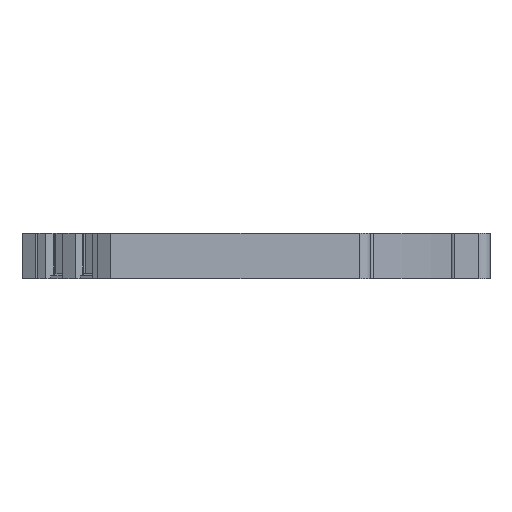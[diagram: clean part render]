
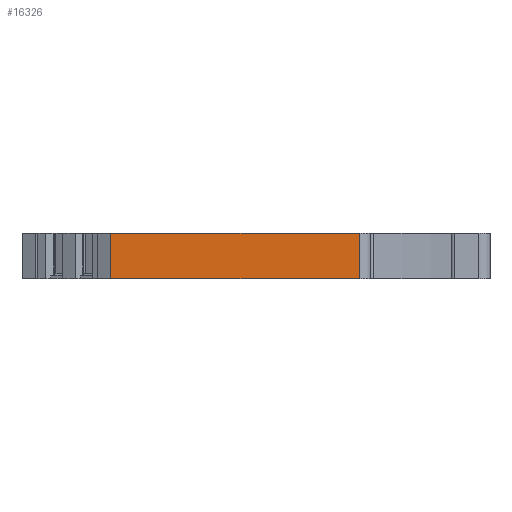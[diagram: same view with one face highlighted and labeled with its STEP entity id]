
A CAD part, left-side view. The second image highlights one B-rep face of the part: STEP entity #16326.
In plain terms, the highlighted planar face has unit normal (-1, 0, 0).
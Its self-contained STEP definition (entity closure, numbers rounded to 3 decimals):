
#7043 = PLANE('',#7044);
#7044 = AXIS2_PLACEMENT_3D('',#7045,#7046,#7047);
#7045 = CARTESIAN_POINT('',(-3.05,36.,0.));
#7046 = DIRECTION('',(0.,0.,1.));
#7047 = DIRECTION('',(1.,0.,0.));
#7564 = VERTEX_POINT('',#7565);
#7565 = CARTESIAN_POINT('',(-27.3,5.5,0.));
#7584 = CYLINDRICAL_SURFACE('',#7585,1.);
#7585 = AXIS2_PLACEMENT_3D('',#7586,#7587,#7588);
#7586 = CARTESIAN_POINT('',(-26.3,5.5,4.119));
#7587 = DIRECTION('',(0.,0.,-1.));
#7588 = DIRECTION('',(-1.,0.,0.));
#7596 = EDGE_CURVE('',#7564,#7597,#7599,.T.);
#7597 = VERTEX_POINT('',#7598);
#7598 = CARTESIAN_POINT('',(-27.3,28.,0.));
#7599 = SURFACE_CURVE('',#7600,(#7604,#7611),.PCURVE_S1.);
#7600 = LINE('',#7601,#7602);
#7601 = CARTESIAN_POINT('',(-27.3,5.5,0.));
#7602 = VECTOR('',#7603,1.);
#7603 = DIRECTION('',(0.,1.,0.));
#7604 = PCURVE('',#7043,#7605);
#7605 = DEFINITIONAL_REPRESENTATION('',(#7606),#7610);
#7606 = LINE('',#7607,#7608);
#7607 = CARTESIAN_POINT('',(-24.25,-30.5));
#7608 = VECTOR('',#7609,1.);
#7609 = DIRECTION('',(0.,1.));
#7610 = ( GEOMETRIC_REPRESENTATION_CONTEXT(2) 
PARAMETRIC_REPRESENTATION_CONTEXT() REPRESENTATION_CONTEXT('2D SPACE',''
  ) );
#7611 = PCURVE('',#7612,#7617);
#7612 = PLANE('',#7613);
#7613 = AXIS2_PLACEMENT_3D('',#7614,#7615,#7616);
#7614 = CARTESIAN_POINT('',(-27.3,36.,0.));
#7615 = DIRECTION('',(-1.,0.,0.));
#7616 = DIRECTION('',(0.,0.,1.));
#7617 = DEFINITIONAL_REPRESENTATION('',(#7618),#7622);
#7618 = LINE('',#7619,#7620);
#7619 = CARTESIAN_POINT('',(0.,-30.5));
#7620 = VECTOR('',#7621,1.);
#7621 = DIRECTION('',(0.,1.));
#7622 = ( GEOMETRIC_REPRESENTATION_CONTEXT(2) 
PARAMETRIC_REPRESENTATION_CONTEXT() REPRESENTATION_CONTEXT('2D SPACE',''
  ) );
#7640 = PLANE('',#7641);
#7641 = AXIS2_PLACEMENT_3D('',#7642,#7643,#7644);
#7642 = CARTESIAN_POINT('',(-27.3,28.,4.1));
#7643 = DIRECTION('',(0.866,-0.5,0.));
#7644 = DIRECTION('',(0.5,0.866,0.));
#10177 = PLANE('',#10178);
#10178 = AXIS2_PLACEMENT_3D('',#10179,#10180,#10181);
#10179 = CARTESIAN_POINT('',(-3.05,0.5,4.1));
#10180 = DIRECTION('',(0.,0.,1.));
#10181 = DIRECTION('',(1.,0.,0.));
#13757 = VERTEX_POINT('',#13758);
#13758 = CARTESIAN_POINT('',(-27.3,28.,4.1));
#13779 = EDGE_CURVE('',#13780,#13757,#13782,.T.);
#13780 = VERTEX_POINT('',#13781);
#13781 = CARTESIAN_POINT('',(-27.3,5.5,4.1));
#13782 = SURFACE_CURVE('',#13783,(#13787,#13794),.PCURVE_S1.);
#13783 = LINE('',#13784,#13785);
#13784 = CARTESIAN_POINT('',(-27.3,5.5,4.1));
#13785 = VECTOR('',#13786,1.);
#13786 = DIRECTION('',(0.,1.,0.));
#13787 = PCURVE('',#10177,#13788);
#13788 = DEFINITIONAL_REPRESENTATION('',(#13789),#13793);
#13789 = LINE('',#13790,#13791);
#13790 = CARTESIAN_POINT('',(-24.25,5.));
#13791 = VECTOR('',#13792,1.);
#13792 = DIRECTION('',(0.,1.));
#13793 = ( GEOMETRIC_REPRESENTATION_CONTEXT(2) 
PARAMETRIC_REPRESENTATION_CONTEXT() REPRESENTATION_CONTEXT('2D SPACE',''
  ) );
#13794 = PCURVE('',#7612,#13795);
#13795 = DEFINITIONAL_REPRESENTATION('',(#13796),#13800);
#13796 = LINE('',#13797,#13798);
#13797 = CARTESIAN_POINT('',(4.1,-30.5));
#13798 = VECTOR('',#13799,1.);
#13799 = DIRECTION('',(0.,1.));
#13800 = ( GEOMETRIC_REPRESENTATION_CONTEXT(2) 
PARAMETRIC_REPRESENTATION_CONTEXT() REPRESENTATION_CONTEXT('2D SPACE',''
  ) );
#16326 = ADVANCED_FACE('',(#16327),#7612,.T.);
#16327 = FACE_BOUND('',#16328,.T.);
#16328 = EDGE_LOOP('',(#16329,#16330,#16351,#16352));
#16329 = ORIENTED_EDGE('',*,*,#13779,.T.);
#16330 = ORIENTED_EDGE('',*,*,#16331,.F.);
#16331 = EDGE_CURVE('',#7597,#13757,#16332,.T.);
#16332 = SURFACE_CURVE('',#16333,(#16337,#16344),.PCURVE_S1.);
#16333 = LINE('',#16334,#16335);
#16334 = CARTESIAN_POINT('',(-27.3,28.,0.));
#16335 = VECTOR('',#16336,1.);
#16336 = DIRECTION('',(0.,0.,1.));
#16337 = PCURVE('',#7612,#16338);
#16338 = DEFINITIONAL_REPRESENTATION('',(#16339),#16343);
#16339 = LINE('',#16340,#16341);
#16340 = CARTESIAN_POINT('',(0.,-8.));
#16341 = VECTOR('',#16342,1.);
#16342 = DIRECTION('',(1.,0.));
#16343 = ( GEOMETRIC_REPRESENTATION_CONTEXT(2) 
PARAMETRIC_REPRESENTATION_CONTEXT() REPRESENTATION_CONTEXT('2D SPACE',''
  ) );
#16344 = PCURVE('',#7640,#16345);
#16345 = DEFINITIONAL_REPRESENTATION('',(#16346),#16350);
#16346 = LINE('',#16347,#16348);
#16347 = CARTESIAN_POINT('',(0.,-4.1));
#16348 = VECTOR('',#16349,1.);
#16349 = DIRECTION('',(0.,1.));
#16350 = ( GEOMETRIC_REPRESENTATION_CONTEXT(2) 
PARAMETRIC_REPRESENTATION_CONTEXT() REPRESENTATION_CONTEXT('2D SPACE',''
  ) );
#16351 = ORIENTED_EDGE('',*,*,#7596,.F.);
#16352 = ORIENTED_EDGE('',*,*,#16353,.F.);
#16353 = EDGE_CURVE('',#13780,#7564,#16354,.T.);
#16354 = SURFACE_CURVE('',#16355,(#16359,#16366),.PCURVE_S1.);
#16355 = LINE('',#16356,#16357);
#16356 = CARTESIAN_POINT('',(-27.3,5.5,4.1));
#16357 = VECTOR('',#16358,1.);
#16358 = DIRECTION('',(0.,0.,-1.));
#16359 = PCURVE('',#7612,#16360);
#16360 = DEFINITIONAL_REPRESENTATION('',(#16361),#16365);
#16361 = LINE('',#16362,#16363);
#16362 = CARTESIAN_POINT('',(4.1,-30.5));
#16363 = VECTOR('',#16364,1.);
#16364 = DIRECTION('',(-1.,0.));
#16365 = ( GEOMETRIC_REPRESENTATION_CONTEXT(2) 
PARAMETRIC_REPRESENTATION_CONTEXT() REPRESENTATION_CONTEXT('2D SPACE',''
  ) );
#16366 = PCURVE('',#7584,#16367);
#16367 = DEFINITIONAL_REPRESENTATION('',(#16368),#16372);
#16368 = LINE('',#16369,#16370);
#16369 = CARTESIAN_POINT('',(6.283,0.019));
#16370 = VECTOR('',#16371,1.);
#16371 = DIRECTION('',(0.,1.));
#16372 = ( GEOMETRIC_REPRESENTATION_CONTEXT(2) 
PARAMETRIC_REPRESENTATION_CONTEXT() REPRESENTATION_CONTEXT('2D SPACE',''
  ) );
